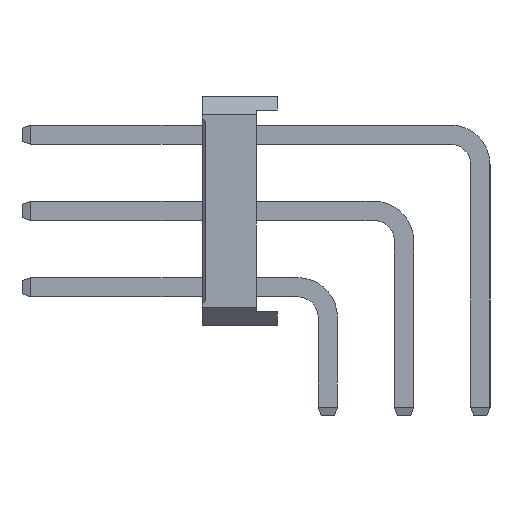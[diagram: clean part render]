
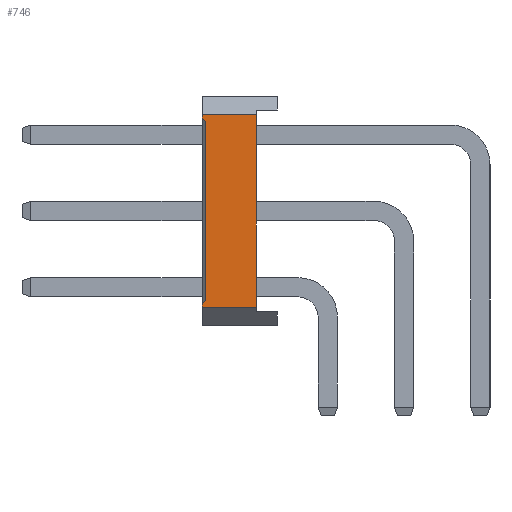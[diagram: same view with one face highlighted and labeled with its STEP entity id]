
A CAD part, left-side view. The second image highlights one B-rep face of the part: STEP entity #746.
In plain terms, the highlighted planar face has unit normal (-1, 0, 0).
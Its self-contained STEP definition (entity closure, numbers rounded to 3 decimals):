
#746=ADVANCED_FACE('',(#8083),#8085,.T.);
#8083=FACE_BOUND('',#8084,.T.);
#8084=EDGE_LOOP('',(#14047,#14048,#14049,#14050,#14051,#14052,#14053,#14054));
#8085=PLANE('',#8086);
#8086=AXIS2_PLACEMENT_3D('',#8087,#8088,#8089);
#8087=CARTESIAN_POINT('',(-1.27,1.68,0.6));
#8088=DIRECTION('',(-1.,0.,0.));
#8089=DIRECTION('',(0.,0.,1.));
#14047=ORIENTED_EDGE('',*,*,#17892,.F.);
#14048=ORIENTED_EDGE('',*,*,#17893,.T.);
#14049=ORIENTED_EDGE('',*,*,#17894,.F.);
#14050=ORIENTED_EDGE('',*,*,#17473,.F.);
#14051=ORIENTED_EDGE('',*,*,#17895,.F.);
#14052=ORIENTED_EDGE('',*,*,#17262,.T.);
#14053=ORIENTED_EDGE('',*,*,#17891,.T.);
#14054=ORIENTED_EDGE('',*,*,#17477,.F.);
#17262=EDGE_CURVE('',#19264,#19262,#19265,.T.);
#17473=EDGE_CURVE('',#19684,#19686,#19687,.T.);
#17477=EDGE_CURVE('',#19692,#19694,#19695,.T.);
#17891=EDGE_CURVE('',#19262,#19694,#20445,.T.);
#17892=EDGE_CURVE('',#20446,#19692,#20447,.F.);
#17893=EDGE_CURVE('',#20446,#20448,#20449,.T.);
#17894=EDGE_CURVE('',#19686,#20448,#20450,.F.);
#17895=EDGE_CURVE('',#19264,#19684,#20451,.T.);
#19262=VERTEX_POINT('',#22516);
#19264=VERTEX_POINT('',#22520);
#19265=LINE('',#22521,#22522);
#19684=VERTEX_POINT('',#23360);
#19686=VERTEX_POINT('',#23364);
#19687=LINE('',#23365,#23366);
#19692=VERTEX_POINT('',#23376);
#19694=VERTEX_POINT('',#23380);
#19695=LINE('',#23381,#23382);
#20445=LINE('',#24995,#24996);
#20446=VERTEX_POINT('',#24998);
#20447=LINE('',#24999,#25000);
#20448=VERTEX_POINT('',#25002);
#20449=LINE('',#25003,#25004);
#20450=LINE('',#25006,#25007);
#20451=LINE('',#25009,#25010);
#22516=CARTESIAN_POINT('',(-1.27,2.38,7.02));
#22520=CARTESIAN_POINT('',(-1.27,2.38,0.6));
#22521=CARTESIAN_POINT('',(-1.27,2.38,0.6));
#22522=VECTOR('',#22523,1.);
#22523=DIRECTION('',(0.,0.,1.));
#23360=CARTESIAN_POINT('',(-1.27,4.18,0.6));
#23364=CARTESIAN_POINT('',(-1.27,4.18,0.72));
#23365=CARTESIAN_POINT('',(-1.27,4.18,0.6));
#23366=VECTOR('',#23367,1.);
#23367=DIRECTION('',(0.,0.,1.));
#23376=CARTESIAN_POINT('',(-1.27,4.18,6.9));
#23380=CARTESIAN_POINT('',(-1.27,4.18,7.02));
#23381=CARTESIAN_POINT('',(-1.27,4.18,6.9));
#23382=VECTOR('',#23383,1.);
#23383=DIRECTION('',(0.,0.,1.));
#24995=CARTESIAN_POINT('',(-1.27,2.38,7.02));
#24996=VECTOR('',#24997,1.);
#24997=DIRECTION('',(0.,1.,0.));
#24998=CARTESIAN_POINT('',(-1.27,4.08,6.8));
#24999=CARTESIAN_POINT('',(-1.27,4.18,6.9));
#25000=VECTOR('',#25001,1.);
#25001=DIRECTION('',(0.,-0.707,-0.707));
#25002=CARTESIAN_POINT('',(-1.27,4.08,0.82));
#25003=CARTESIAN_POINT('',(-1.27,4.08,6.8));
#25004=VECTOR('',#25005,1.);
#25005=DIRECTION('',(0.,0.,-1.));
#25006=CARTESIAN_POINT('',(-1.27,4.08,0.82));
#25007=VECTOR('',#25008,1.);
#25008=DIRECTION('',(0.,0.707,-0.707));
#25009=CARTESIAN_POINT('',(-1.27,2.38,0.6));
#25010=VECTOR('',#25011,1.);
#25011=DIRECTION('',(0.,1.,0.));
